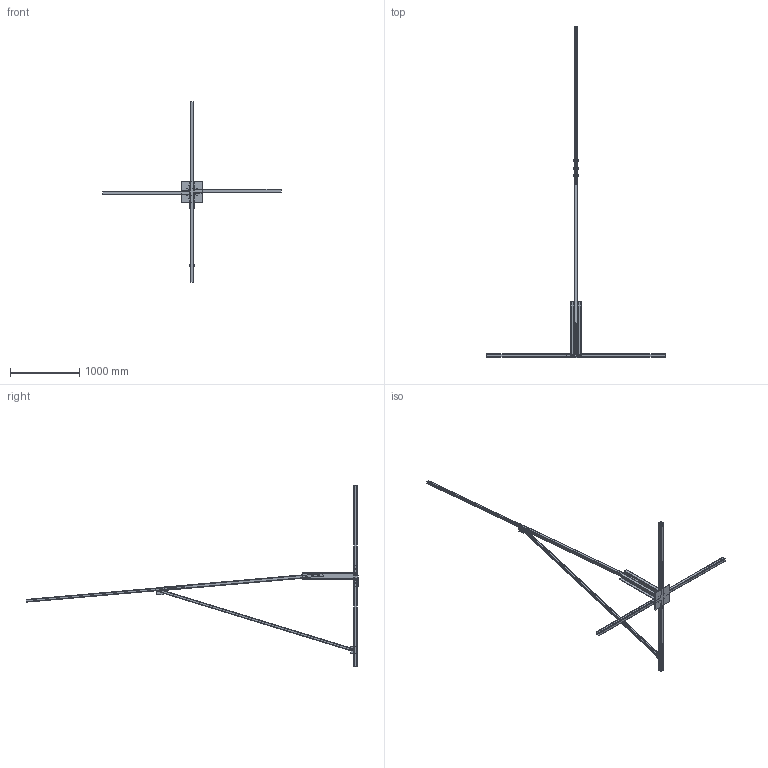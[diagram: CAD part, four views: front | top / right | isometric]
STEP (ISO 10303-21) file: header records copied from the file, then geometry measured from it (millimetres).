
FILE_DESCRIPTION(/* description */ (''),/* implementation_level */ '2;1');
FILE_NAME(/* name */ 'LPTL_ASSEMBLY WITH SUPPORT.stp',/* time_stamp */ '2025-04-16T17:57:29+03:00',/* author */ ('User'),/* organization */ (''),/* preprocessor_version */ 'ST-DEVELOPER v19',/* originating_system */ 'Autodesk Inventor 2023',/* authorisation */ '');
FILE_SCHEMA (('AUTOMOTIVE_DESIGN { 1 0 10303 214 3 1 1 }'));
Length unit declared in the file: millimetre
Products named in the file (52): LPTL_ASSEMBLY WITH SUPPORT; BASE_ASSEMBLY; BASE PLATE; CHANNEL_LEG ASSEMBLY; U_SECTION_50; Frame 1744276058426; ISO 657_11 CH 100 x 10 1744276061340; LEG_ATTACHMENT1; LEG_ATTACHMENT1_1; CHANNEL_LEG ASSEMBLY_1; U_SECTION_50_1; U_SECTION; Frame 1744276058426_1; Skeleton 1744276058427; ISO 657_11 CH 100 x 10 1744276061340_1; LEG_ATTACHMENT1_2; LEG_ATTACHMENT1_3; LEG_ATTACHMENT1_4; LEG_50; Frame 1744274640469; ISO 12633-2 50x50x5 1744274642458; LEG_50_1; Frame 1744274640469_1; ISO 12633-2 50x50x5 1744274642458_1; LEG_50_2; LEG; Frame 1744274640469_2; Skeleton 1744274640470; ISO 12633-2 50x50x5 1744274642458_2; ANSI B18.2.3.5M - M16 x 2 x 75; TL_50_40; TL_40; Frame 1744350249535; Skeleton 1744350249536; ISO 10799-2 40x40x4 1744350251503; TL_50; TL_FRAME; Frame 1744350148962; Skeleton 1744350148993; ISO 10799-2 50x50x4 1744350151616 ...
Assembly tree (78 placements, depth 6):
  LPTL_ASSEMBLY WITH SUPPORT
    BASE_ASSEMBLY
      BASE PLATE
      CHANNEL_LEG ASSEMBLY
        U_SECTION_50
          U_SECTION
          Frame 1744276058426
            Skeleton 1744276058427
            ISO 657_11 CH 100 x 10 1744276061340
        LEG_ATTACHMENT1
        LEG_ATTACHMENT1_1
        LEG_ATTACHMENT1_4
        LEG_50
          LEG
          Frame 1744274640469
            Skeleton 1744274640470
            ISO 12633-2 50x50x5 1744274642458
        ANSI B18.2.3.5M - M16 x 2 x 80
        ANSI B 18.2.4.1 M - M16 x 2
      CHANNEL_LEG ASSEMBLY_1
        U_SECTION_50_1
          U_SECTION
          Frame 1744276058426_1
            Skeleton 1744276058427
            ISO 657_11 CH 100 x 10 1744276061340_1
        LEG_ATTACHMENT1_2
        LEG_ATTACHMENT1_3
        LEG_ATTACHMENT1_4
        LEG_50
          LEG
          Frame 1744274640469
            Skeleton 1744274640470
            ISO 12633-2 50x50x5 1744274642458
        ANSI B18.2.3.5M - M16 x 2 x 80
        ANSI B 18.2.4.1 M - M16 x 2
      LEG_50_1
        LEG
        Frame 1744274640469_1
          Skeleton 1744274640470
          ISO 12633-2 50x50x5 1744274642458_1
      LEG_50_2
        LEG
        Frame 1744274640469_2
          Skeleton 1744274640470
          ISO 12633-2 50x50x5 1744274642458_2
      ANSI B18.2.3.5M - M16 x 2 x 75  x2
      ANSI B 18.2.4.1 M - M16 x 2  x2
    TL_50_40
      TL_40
        TL_FRAME
        Frame 1744350249535
          Skeleton 1744350249536
          ISO 10799-2 40x40x4 1744350251503
      TL_50
        TL_FRAME
        Frame 1744350148962
          Skeleton 1744350148993
          ISO 10799-2 50x50x4 1744350151616
      ANSI B18.2.3.5M - M16 x 2 x 65  x2
      ANSI B 18.2.4.1 M - M16 x 2  x2
Bounding box: 2571.8 x 4791.2 x 2610 mm (x, y, z)
Volume: 12088926.8 mm3; surface area: 4953514.8 mm2
Topology: 42 solids, 42 shells, 715 faces, 1660 edges, 1049 vertices
Faces by surface type: plane 343, cone 231, cylinder 130, torus 11
Full cylindrical faces by diameter (mm): 13.835 x11, 16 x55
Entity records: 11428 total; most frequent: DIRECTION 1850, CARTESIAN_POINT 1846, ORIENTED_EDGE 1540, EDGE_CURVE 770, AXIS2_PLACEMENT_3D 695, VERTEX_POINT 503, LINE 460, VECTOR 460
